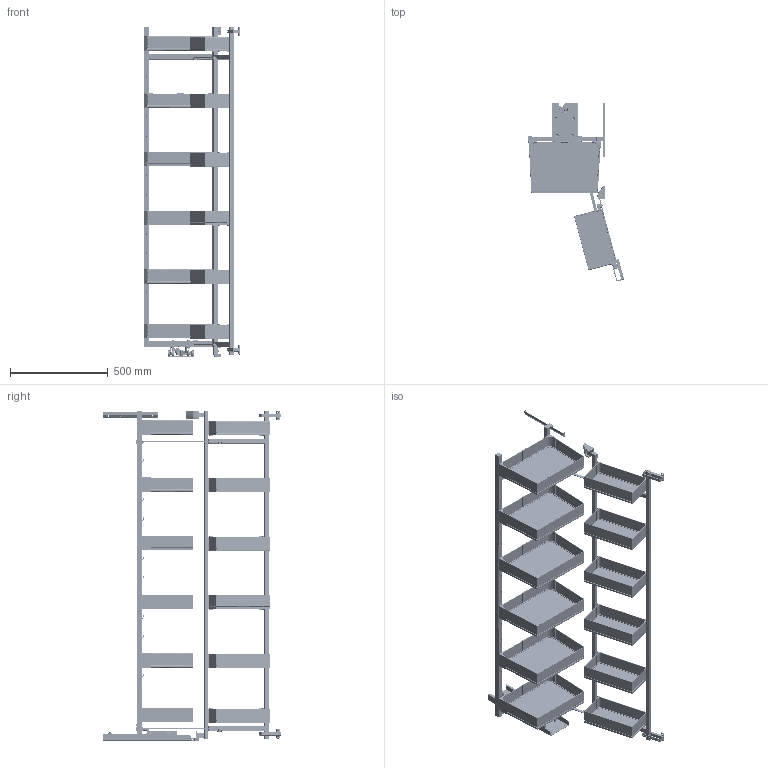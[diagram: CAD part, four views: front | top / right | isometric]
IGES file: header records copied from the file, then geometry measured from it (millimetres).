
Start section: Missler Software 3 rue Hermes, EUROPARC, 31520 Ramonville-Saint-Agne, France Tel   : +33 (0)5 61 00 03 00 Fax   : +33 (0)5 61 00 03 03 Email : 
Global section: file name: TANDEM III - PURE 450-1700.igs; native system: TopSolid v616200 Missler Software; preprocessor: IGES preprocessor v100000; author: ar2rz; date: 260321.180212; units: metre
Bounding box: 491.35 x 912.73 x 1691.5 mm (x, y, z)
Surface area: 6325306.6 mm2 (no closed solid volume)
Topology: 0 solids, 0 shells, 5750 faces, 47037 edges, 46674 vertices
Faces by surface type: bspline 5750
